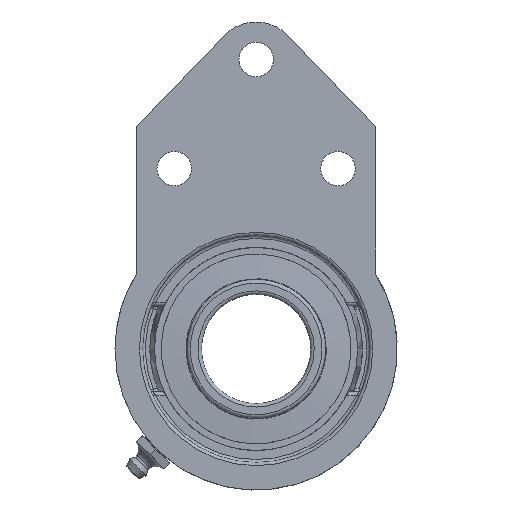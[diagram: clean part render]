
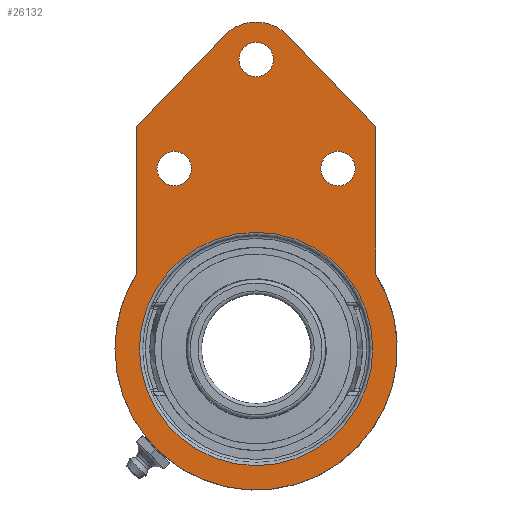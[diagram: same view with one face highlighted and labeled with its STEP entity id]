
A CAD part, front view. The second image highlights one B-rep face of the part: STEP entity #26132.
In plain terms, the highlighted face is planar.
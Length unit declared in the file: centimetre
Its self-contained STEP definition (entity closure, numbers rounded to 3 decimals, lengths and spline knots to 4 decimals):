
#24978=CARTESIAN_POINT('',(-4.1,0.,0.));
#24979=VERTEX_POINT('',#24978);
#24986=CARTESIAN_POINT('',(-3.475,-2.1759,0.));
#24987=VERTEX_POINT('',#24986);
#24988=CARTESIAN_POINT('',(0.,0.,0.));
#24989=DIRECTION('',(0.,0.,1.));
#24990=DIRECTION('',(1.,0.,0.));
#24991=AXIS2_PLACEMENT_3D('',#24988,#24989,#24990);
#24992=CIRCLE('',#24991,4.1);
#24993=EDGE_CURVE('',#24979,#24987,#24992,.T.);
#25808=CARTESIAN_POINT('',(3.475,-6.4598,0.));
#25809=VERTEX_POINT('',#25808);
#25816=CARTESIAN_POINT('',(3.475,-2.1759,0.));
#25817=VERTEX_POINT('',#25816);
#25818=CARTESIAN_POINT('',(3.475,-12351.4598,0.));
#25819=DIRECTION('',(0.,1.,0.));
#25820=VECTOR('',#25819,24690.);
#25821=LINE('',#25818,#25820);
#25822=EDGE_CURVE('',#25809,#25817,#25821,.T.);
#25920=CARTESIAN_POINT('',(0.9136,-9.1122,0.));
#25921=VERTEX_POINT('',#25920);
#25928=CARTESIAN_POINT('',(-8574.644,-8889.3621,0.));
#25929=DIRECTION('',(0.695,0.719,0.));
#25930=VECTOR('',#25929,24690.);
#25931=LINE('',#25928,#25930);
#25932=EDGE_CURVE('',#25921,#25809,#25931,.T.);
#25944=CARTESIAN_POINT('',(-0.9136,-9.1122,0.));
#25945=VERTEX_POINT('',#25944);
#25952=CARTESIAN_POINT('',(0.,-8.23,0.));
#25953=DIRECTION('',(0.,0.,1.));
#25954=DIRECTION('',(1.,0.,-0.));
#25955=AXIS2_PLACEMENT_3D('',#25952,#25953,#25954);
#25956=CIRCLE('',#25955,1.27);
#25957=EDGE_CURVE('',#25945,#25921,#25956,.T.);
#25969=CARTESIAN_POINT('',(-3.475,-6.4598,0.));
#25970=VERTEX_POINT('',#25969);
#25977=CARTESIAN_POINT('',(-8579.0326,8873.7901,0.));
#25978=DIRECTION('',(0.695,-0.719,0.));
#25979=VECTOR('',#25978,24690.);
#25980=LINE('',#25977,#25979);
#25981=EDGE_CURVE('',#25970,#25945,#25980,.T.);
#25995=CARTESIAN_POINT('',(-3.475,12342.8241,0.));
#25996=DIRECTION('',(0.,-1.,0.));
#25997=VECTOR('',#25996,24690.);
#25998=LINE('',#25995,#25997);
#25999=EDGE_CURVE('',#24987,#25970,#25998,.T.);
#26022=CARTESIAN_POINT('',(1.88,-5.24,0.));
#26023=VERTEX_POINT('',#26022);
#26032=CARTESIAN_POINT('',(2.38,-5.24,0.));
#26033=DIRECTION('',(0.,0.,1.));
#26034=DIRECTION('',(1.,0.,-0.));
#26035=AXIS2_PLACEMENT_3D('',#26032,#26033,#26034);
#26036=CIRCLE('',#26035,0.5);
#26037=EDGE_CURVE('',#26023,#26023,#26036,.T.);
#26047=CARTESIAN_POINT('',(-0.5,-8.41,0.));
#26048=VERTEX_POINT('',#26047);
#26057=CARTESIAN_POINT('',(0.,-8.41,0.));
#26058=DIRECTION('',(0.,0.,1.));
#26059=DIRECTION('',(1.,0.,-0.));
#26060=AXIS2_PLACEMENT_3D('',#26057,#26058,#26059);
#26061=CIRCLE('',#26060,0.5);
#26062=EDGE_CURVE('',#26048,#26048,#26061,.T.);
#26072=CARTESIAN_POINT('',(-2.88,-5.24,0.));
#26073=VERTEX_POINT('',#26072);
#26082=CARTESIAN_POINT('',(-2.38,-5.24,0.));
#26083=DIRECTION('',(0.,0.,1.));
#26084=DIRECTION('',(1.,0.,-0.));
#26085=AXIS2_PLACEMENT_3D('',#26082,#26083,#26084);
#26086=CIRCLE('',#26085,0.5);
#26087=EDGE_CURVE('',#26073,#26073,#26086,.T.);
#26092=CARTESIAN_POINT('',(-0.,-2.5786,0.));
#26093=DIRECTION('',(0.,0.,1.));
#26094=DIRECTION('',(1.,0.,0.));
#26095=AXIS2_PLACEMENT_3D('',#26092,#26093,#26094);
#26096=PLANE('',#26095);
#26097=ORIENTED_EDGE('',*,*,#26037,.T.);
#26098=EDGE_LOOP('',(#26097));
#26099=FACE_BOUND('',#26098,.T.);
#26100=ORIENTED_EDGE('',*,*,#26062,.T.);
#26101=EDGE_LOOP('',(#26100));
#26102=FACE_BOUND('',#26101,.T.);
#26103=ORIENTED_EDGE('',*,*,#26087,.T.);
#26104=EDGE_LOOP('',(#26103));
#26105=FACE_BOUND('',#26104,.T.);
#26106=ORIENTED_EDGE('',*,*,#25999,.F.);
#26107=ORIENTED_EDGE('',*,*,#24993,.F.);
#26108=CARTESIAN_POINT('',(0.,0.,0.));
#26109=DIRECTION('',(0.,0.,1.));
#26110=DIRECTION('',(1.,0.,0.));
#26111=AXIS2_PLACEMENT_3D('',#26108,#26109,#26110);
#26112=CIRCLE('',#26111,4.1);
#26113=EDGE_CURVE('',#25817,#24979,#26112,.T.);
#26114=ORIENTED_EDGE('',*,*,#26113,.F.);
#26115=ORIENTED_EDGE('',*,*,#25822,.F.);
#26116=ORIENTED_EDGE('',*,*,#25932,.F.);
#26117=ORIENTED_EDGE('',*,*,#25957,.F.);
#26118=ORIENTED_EDGE('',*,*,#25981,.F.);
#26119=EDGE_LOOP('',(#26106,#26107,#26114,#26115,#26116,#26117,#26118));
#26120=FACE_BOUND('',#26119,.T.);
#26121=CARTESIAN_POINT('',(0.,3.3897,0.));
#26122=VERTEX_POINT('',#26121);
#26123=CARTESIAN_POINT('',(0.,0.,0.));
#26124=DIRECTION('',(-0.,0.,-1.));
#26125=DIRECTION('',(-0.,-1.,0.));
#26126=AXIS2_PLACEMENT_3D('',#26123,#26124,#26125);
#26127=CIRCLE('',#26126,3.3897);
#26128=EDGE_CURVE('',#26122,#26122,#26127,.T.);
#26129=ORIENTED_EDGE('',*,*,#26128,.F.);
#26130=EDGE_LOOP('',(#26129));
#26131=FACE_BOUND('',#26130,.T.);
#26132=ADVANCED_FACE('',(#26099,#26102,#26105,#26120,#26131),#26096,.F.);
